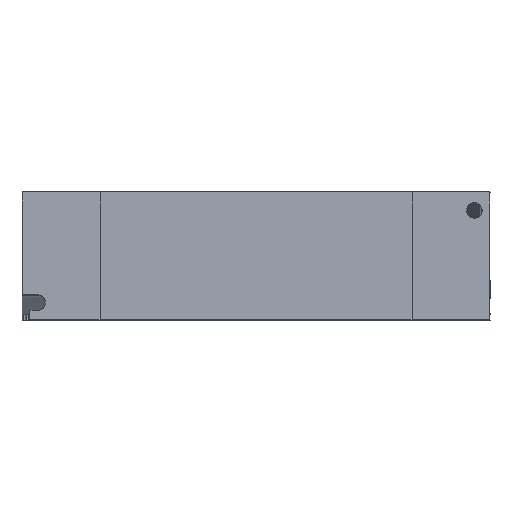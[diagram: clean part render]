
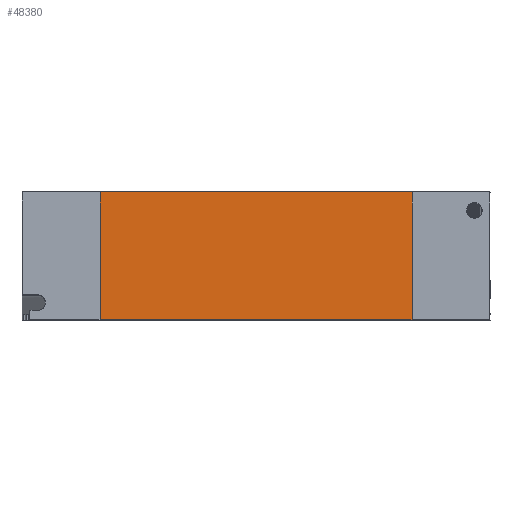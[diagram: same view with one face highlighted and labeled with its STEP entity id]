
A CAD part, top view. The second image highlights one B-rep face of the part: STEP entity #48380.
In plain terms, the highlighted planar face has unit normal (0, 0, 1).
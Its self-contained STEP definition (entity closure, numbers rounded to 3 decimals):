
#59 = DIRECTION ( 'NONE',  ( 0., 1., 0. ) ) ;
#2394 = DIRECTION ( 'NONE',  ( -1., 0., 0. ) ) ;
#5400 = ORIENTED_EDGE ( 'NONE', *, *, #76481, .T. ) ;
#6883 = CARTESIAN_POINT ( 'NONE',  ( -41.607, 22.525, -0.2 ) ) ;
#7314 = CARTESIAN_POINT ( 'NONE',  ( 58.393, -18.475, -0.2 ) ) ;
#15570 = EDGE_LOOP ( 'NONE', ( #5400, #74526, #36658, #82363 ) ) ;
#16288 = CARTESIAN_POINT ( 'NONE',  ( -41.607, 22.525, -0.2 ) ) ;
#16524 = DIRECTION ( 'NONE',  ( 0., 1., 0. ) ) ;
#27236 = CARTESIAN_POINT ( 'NONE',  ( -41.607, -18.475, -0.2 ) ) ;
#31977 = VERTEX_POINT ( 'NONE', #55976 ) ;
#32489 = LINE ( 'NONE', #16288, #65581 ) ;
#34295 = DIRECTION ( 'NONE',  ( -1., 0., 0. ) ) ;
#34663 = LINE ( 'NONE', #84552, #69913 ) ;
#36658 = ORIENTED_EDGE ( 'NONE', *, *, #63231, .F. ) ;
#36949 = VERTEX_POINT ( 'NONE', #6883 ) ;
#45825 = EDGE_CURVE ( 'NONE', #31977, #36949, #34663, .T. ) ;
#48380 = ADVANCED_FACE ( 'NONE', ( #74589 ), #83303, .F. ) ;
#51694 = CARTESIAN_POINT ( 'NONE',  ( 58.393, -18.475, -0.2 ) ) ;
#54657 = LINE ( 'NONE', #51694, #89894 ) ;
#55976 = CARTESIAN_POINT ( 'NONE',  ( -41.607, -18.475, -0.2 ) ) ;
#62801 = VERTEX_POINT ( 'NONE', #70767 ) ;
#62968 = EDGE_CURVE ( 'NONE', #65626, #62801, #54657, .T. ) ;
#63231 = EDGE_CURVE ( 'NONE', #65626, #31977, #77711, .T. ) ;
#65581 = VECTOR ( 'NONE', #2394, 1000. ) ;
#65626 = VERTEX_POINT ( 'NONE', #7314 ) ;
#68490 = CARTESIAN_POINT ( 'NONE',  ( -41.607, -18.475, -0.2 ) ) ;
#69913 = VECTOR ( 'NONE', #59, 1000. ) ;
#70767 = CARTESIAN_POINT ( 'NONE',  ( 58.393, 22.525, -0.2 ) ) ;
#74526 = ORIENTED_EDGE ( 'NONE', *, *, #45825, .F. ) ;
#74589 = FACE_OUTER_BOUND ( 'NONE', #15570, .T. ) ;
#75491 = VECTOR ( 'NONE', #75690, 1000. ) ;
#75690 = DIRECTION ( 'NONE',  ( -1., 0., 0. ) ) ;
#76481 = EDGE_CURVE ( 'NONE', #62801, #36949, #32489, .T. ) ;
#76569 = DIRECTION ( 'NONE',  ( 0., 0., -1. ) ) ;
#77711 = LINE ( 'NONE', #68490, #75491 ) ;
#82363 = ORIENTED_EDGE ( 'NONE', *, *, #62968, .T. ) ;
#83303 = PLANE ( 'NONE',  #83649 ) ;
#83649 = AXIS2_PLACEMENT_3D ( 'NONE', #27236, #76569, #34295 ) ;
#84552 = CARTESIAN_POINT ( 'NONE',  ( -41.607, -18.475, -0.2 ) ) ;
#89894 = VECTOR ( 'NONE', #16524, 1000. ) ;
